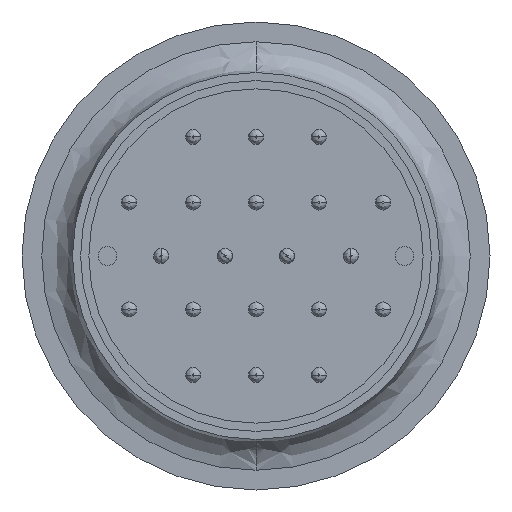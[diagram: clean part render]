
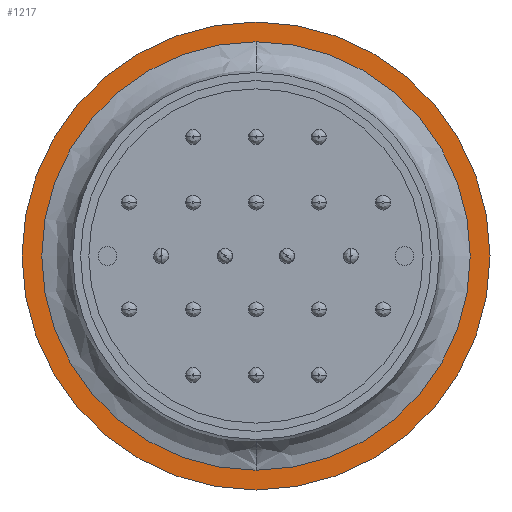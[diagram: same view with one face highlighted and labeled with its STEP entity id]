
A CAD part, front view. The second image highlights one B-rep face of the part: STEP entity #1217.
In plain terms, the highlighted planar face has unit normal (0, -1, 0).
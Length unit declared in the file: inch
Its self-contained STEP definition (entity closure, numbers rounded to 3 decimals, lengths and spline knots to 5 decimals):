
#1217 = ADVANCED_FACE ( 'NONE', ( #8431, #8428 ), #3508, .T. ) ;
#1737 = CARTESIAN_POINT ( 'NONE',  ( 0., -0.5, 0. ) ) ;
#1738 = DIRECTION ( 'NONE',  ( 0., 1., 0. ) ) ;
#1739 = DIRECTION ( 'NONE',  ( 0., 0., -1. ) ) ;
#1747 = CARTESIAN_POINT ( 'NONE',  ( 0., -0.5, 0. ) ) ;
#1748 = DIRECTION ( 'NONE',  ( 0., 1., 0. ) ) ;
#1749 = DIRECTION ( 'NONE',  ( 0., 0., 1. ) ) ;
#2232 = AXIS2_PLACEMENT_3D ( 'NONE', #1737, #1738, #1739 ) ;
#2234 = AXIS2_PLACEMENT_3D ( 'NONE', #1747, #1748, #1749 ) ;
#2413 = AXIS2_PLACEMENT_3D ( 'NONE', #10992, #10993, #10994 ) ;
#2900 = EDGE_CURVE ( 'NONE', #7822, #7812, #10160, .T. ) ;
#2904 = EDGE_CURVE ( 'NONE', #7829, #7831, #10142, .T. ) ;
#3508 = PLANE ( 'NONE',  #14795 ) ;
#3510 = DIRECTION ( 'NONE',  ( 0., 0., -1. ) ) ;
#3511 = DIRECTION ( 'NONE',  ( 0., -1., 0. ) ) ;
#3542 = CARTESIAN_POINT ( 'NONE',  ( -0.90508, -0.5, 0. ) ) ;
#4797 = CIRCLE ( 'NONE', #8956, 0.875 ) ;
#4798 = CIRCLE ( 'NONE', #2413, 0.80116 ) ;
#7812 = VERTEX_POINT ( 'NONE', #10241 ) ;
#7822 = VERTEX_POINT ( 'NONE', #10259 ) ;
#7829 = VERTEX_POINT ( 'NONE', #10272 ) ;
#7831 = VERTEX_POINT ( 'NONE', #10276 ) ;
#7956 = EDGE_CURVE ( 'NONE', #7812, #7822, #4798, .T. ) ;
#7957 = EDGE_CURVE ( 'NONE', #7831, #7829, #4797, .T. ) ;
#8428 = FACE_OUTER_BOUND ( 'NONE', #15509, .T. ) ;
#8431 = FACE_BOUND ( 'NONE', #15504, .T. ) ;
#8774 = ORIENTED_EDGE ( 'NONE', *, *, #7957, .F. ) ;
#8775 = ORIENTED_EDGE ( 'NONE', *, *, #2904, .F. ) ;
#8776 = ORIENTED_EDGE ( 'NONE', *, *, #2900, .T. ) ;
#8777 = ORIENTED_EDGE ( 'NONE', *, *, #7956, .T. ) ;
#8956 = AXIS2_PLACEMENT_3D ( 'NONE', #10995, #10996, #10997 ) ;
#10142 = CIRCLE ( 'NONE', #2234, 0.875 ) ;
#10160 = CIRCLE ( 'NONE', #2232, 0.80116 ) ;
#10241 = CARTESIAN_POINT ( 'NONE',  ( 0., -0.5, -0.80116 ) ) ;
#10259 = CARTESIAN_POINT ( 'NONE',  ( 0., -0.5, 0.80116 ) ) ;
#10272 = CARTESIAN_POINT ( 'NONE',  ( 0., -0.5, 0.875 ) ) ;
#10276 = CARTESIAN_POINT ( 'NONE',  ( 0., -0.5, -0.875 ) ) ;
#10992 = CARTESIAN_POINT ( 'NONE',  ( 0., -0.5, 0. ) ) ;
#10993 = DIRECTION ( 'NONE',  ( 0., 1., 0. ) ) ;
#10994 = DIRECTION ( 'NONE',  ( 0., 0., -1. ) ) ;
#10995 = CARTESIAN_POINT ( 'NONE',  ( 0., -0.5, 0. ) ) ;
#10996 = DIRECTION ( 'NONE',  ( 0., 1., 0. ) ) ;
#10997 = DIRECTION ( 'NONE',  ( 0., 0., 1. ) ) ;
#14795 = AXIS2_PLACEMENT_3D ( 'NONE', #3542, #3511, #3510 ) ;
#15504 = EDGE_LOOP ( 'NONE', ( #8777, #8776 ) ) ;
#15509 = EDGE_LOOP ( 'NONE', ( #8775, #8774 ) ) ;
